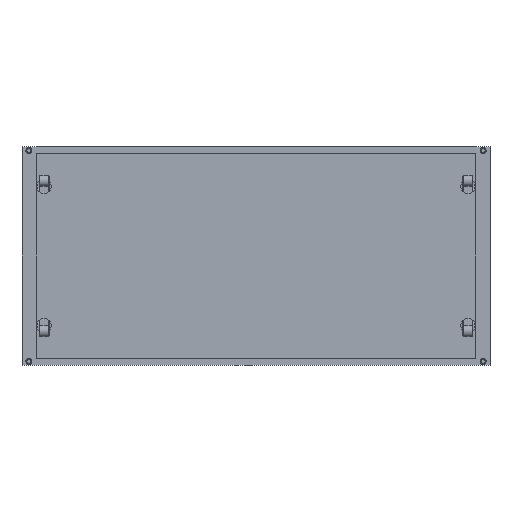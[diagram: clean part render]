
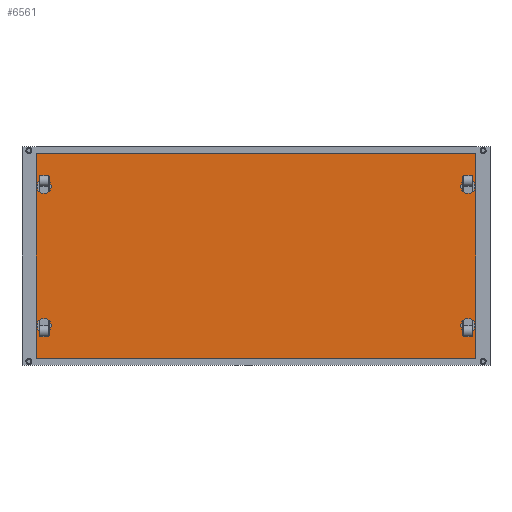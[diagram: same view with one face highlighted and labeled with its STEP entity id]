
A CAD part, front view. The second image highlights one B-rep face of the part: STEP entity #6561.
In plain terms, the highlighted planar face has unit normal (0, -1, 0).
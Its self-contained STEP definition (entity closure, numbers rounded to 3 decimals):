
#495=FACE_OUTER_BOUND('',#907,.T.);
#907=EDGE_LOOP('',(#5205,#5206,#5207,#5208));
#1575=LINE('',#10224,#2365);
#1579=LINE('',#10231,#2369);
#1582=LINE('',#10237,#2372);
#1584=LINE('',#10240,#2374);
#2365=VECTOR('',#8299,10.);
#2369=VECTOR('',#8305,10.);
#2372=VECTOR('',#8310,10.);
#2374=VECTOR('',#8314,10.);
#3029=VERTEX_POINT('',#10221);
#3030=VERTEX_POINT('',#10223);
#3032=VERTEX_POINT('',#10229);
#3034=VERTEX_POINT('',#10235);
#3795=EDGE_CURVE('',#3029,#3030,#1575,.T.);
#3799=EDGE_CURVE('',#3032,#3029,#1579,.T.);
#3802=EDGE_CURVE('',#3034,#3032,#1582,.T.);
#3804=EDGE_CURVE('',#3030,#3034,#1584,.T.);
#5205=ORIENTED_EDGE('',*,*,#3804,.F.);
#5206=ORIENTED_EDGE('',*,*,#3795,.F.);
#5207=ORIENTED_EDGE('',*,*,#3799,.F.);
#5208=ORIENTED_EDGE('',*,*,#3802,.F.);
#6188=PLANE('',#7083);
#6561=ADVANCED_FACE('',(#495),#6188,.F.);
#7083=AXIS2_PLACEMENT_3D('',#10241,#8315,#8316);
#8299=DIRECTION('',(0.,0.,-1.));
#8305=DIRECTION('',(1.,0.,0.));
#8310=DIRECTION('',(0.,0.,1.));
#8314=DIRECTION('',(-1.,0.,0.));
#8315=DIRECTION('center_axis',(0.,1.,0.));
#8316=DIRECTION('ref_axis',(0.,0.,1.));
#10221=CARTESIAN_POINT('',(666.5,-313.,311.));
#10223=CARTESIAN_POINT('',(666.5,-313.,-311.));
#10224=CARTESIAN_POINT('',(666.5,-313.,-311.));
#10229=CARTESIAN_POINT('',(-666.5,-313.,311.));
#10231=CARTESIAN_POINT('',(666.5,-313.,311.));
#10235=CARTESIAN_POINT('',(-666.5,-313.,-311.));
#10237=CARTESIAN_POINT('',(-666.5,-313.,311.));
#10240=CARTESIAN_POINT('',(-666.5,-313.,-311.));
#10241=CARTESIAN_POINT('Origin',(0.,-313.,0.));
